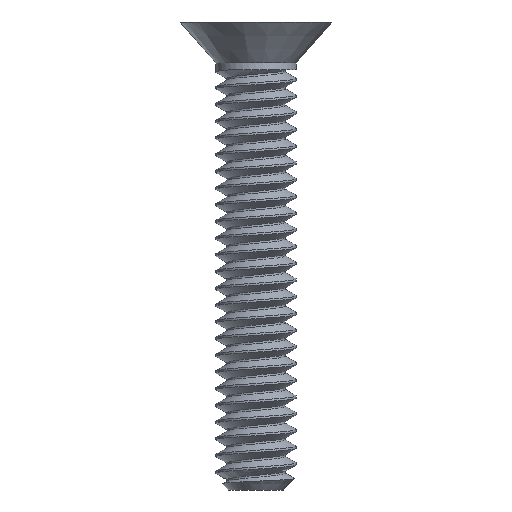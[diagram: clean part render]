
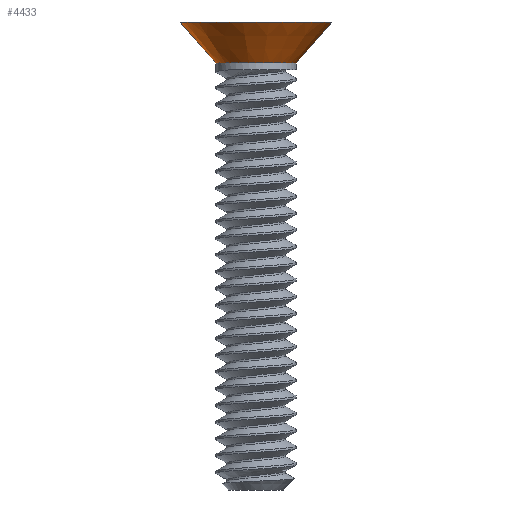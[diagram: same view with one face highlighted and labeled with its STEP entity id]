
A CAD part, left-side view. The second image highlights one B-rep face of the part: STEP entity #4433.
In plain terms, the highlighted conical face has half-angle 41 degrees and reference radius 1.092 mm.
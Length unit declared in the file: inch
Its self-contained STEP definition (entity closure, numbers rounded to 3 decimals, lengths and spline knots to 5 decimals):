
#22 = CARTESIAN_POINT ( 'NONE',  ( 0., 0., 0.051 ) ) ;
#187 = VERTEX_POINT ( 'NONE', #3548 ) ;
#190 = VECTOR ( 'NONE', #2274, 39.37008 ) ;
#232 = LINE ( 'NONE', #1789, #4063 ) ;
#249 = CARTESIAN_POINT ( 'NONE',  ( 0., 0., 0.00729 ) ) ;
#478 = DIRECTION ( 'NONE',  ( 0., 0., 1. ) ) ;
#900 = CARTESIAN_POINT ( 'NONE',  ( 0., 0., 0.00729 ) ) ;
#951 = DIRECTION ( 'NONE',  ( 0., -1., 0. ) ) ;
#1008 = ORIENTED_EDGE ( 'NONE', *, *, #4842, .F. ) ;
#1063 = CARTESIAN_POINT ( 'NONE',  ( 0., 0.043, 0.00729 ) ) ;
#1184 = DIRECTION ( 'NONE',  ( 0., -1., 0. ) ) ;
#1342 = AXIS2_PLACEMENT_3D ( 'NONE', #900, #2770, #3221 ) ;
#1573 = VERTEX_POINT ( 'NONE', #1884 ) ;
#1666 = CONICAL_SURFACE ( 'NONE', #4896, 0.043, 0.716 ) ;
#1724 = EDGE_LOOP ( 'NONE', ( #1008, #4665, #3794, #5822 ) ) ;
#1789 = CARTESIAN_POINT ( 'NONE',  ( 0., 0.043, 0.00729 ) ) ;
#1884 = CARTESIAN_POINT ( 'NONE',  ( 0., -0.081, 0.051 ) ) ;
#2265 = DIRECTION ( 'NONE',  ( 0., 0.656, 0.755 ) ) ;
#2274 = DIRECTION ( 'NONE',  ( 0., -0.656, 0.755 ) ) ;
#2412 = EDGE_CURVE ( 'NONE', #4231, #3796, #4812, .T. ) ;
#2770 = DIRECTION ( 'NONE',  ( 0., 0., -1. ) ) ;
#3191 = CARTESIAN_POINT ( 'NONE',  ( 0., -0.043, 0.00729 ) ) ;
#3210 = CARTESIAN_POINT ( 'NONE',  ( 0., -0.043, 0.00729 ) ) ;
#3221 = DIRECTION ( 'NONE',  ( 0., 1., 0. ) ) ;
#3442 = AXIS2_PLACEMENT_3D ( 'NONE', #22, #478, #951 ) ;
#3548 = CARTESIAN_POINT ( 'NONE',  ( 0., 0.081, 0.051 ) ) ;
#3604 = EDGE_CURVE ( 'NONE', #4231, #1573, #5952, .T. ) ;
#3711 = FACE_OUTER_BOUND ( 'NONE', #1724, .T. ) ;
#3794 = ORIENTED_EDGE ( 'NONE', *, *, #3604, .T. ) ;
#3796 = VERTEX_POINT ( 'NONE', #1063 ) ;
#4063 = VECTOR ( 'NONE', #2265, 39.37008 ) ;
#4231 = VERTEX_POINT ( 'NONE', #3210 ) ;
#4272 = EDGE_CURVE ( 'NONE', #187, #1573, #5064, .T. ) ;
#4389 = DIRECTION ( 'NONE',  ( 0., 0., 1. ) ) ;
#4433 = ADVANCED_FACE ( 'NONE', ( #3711 ), #1666, .T. ) ;
#4665 = ORIENTED_EDGE ( 'NONE', *, *, #2412, .F. ) ;
#4812 = CIRCLE ( 'NONE', #1342, 0.043 ) ;
#4842 = EDGE_CURVE ( 'NONE', #3796, #187, #232, .T. ) ;
#4896 = AXIS2_PLACEMENT_3D ( 'NONE', #249, #4389, #1184 ) ;
#5064 = CIRCLE ( 'NONE', #3442, 0.081 ) ;
#5822 = ORIENTED_EDGE ( 'NONE', *, *, #4272, .F. ) ;
#5952 = LINE ( 'NONE', #3191, #190 ) ;
